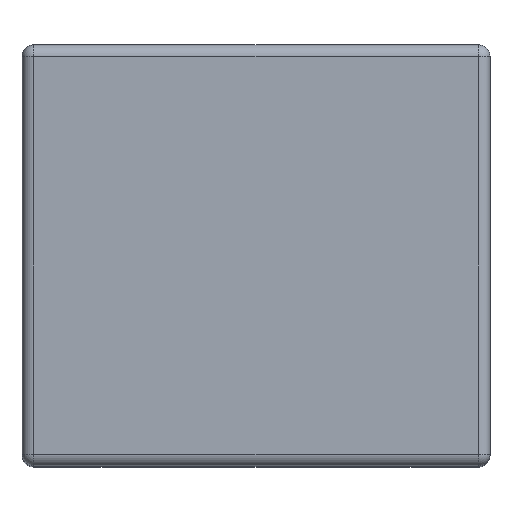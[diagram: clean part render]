
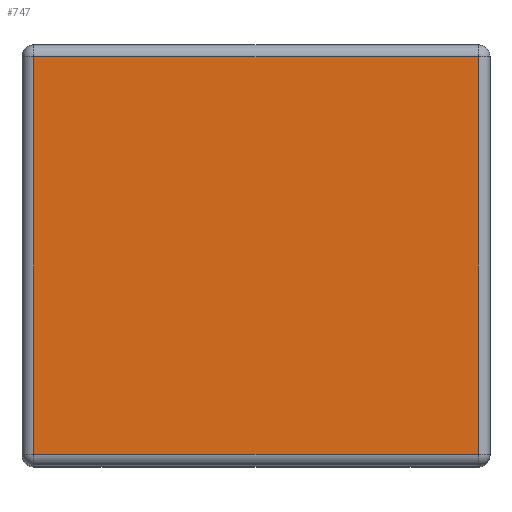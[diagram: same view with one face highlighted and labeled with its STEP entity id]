
A CAD part, top view. The second image highlights one B-rep face of the part: STEP entity #747.
In plain terms, the highlighted planar face has unit normal (0, 0, 1).
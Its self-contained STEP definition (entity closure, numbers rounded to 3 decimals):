
#708 = CARTESIAN_POINT ( 'NONE',  ( 4.75, -4.25, 12.5 ) ) ;
#709 = VERTEX_POINT ( 'NONE', #708 ) ;
#710 = CARTESIAN_POINT ( 'NONE',  ( 4.75, 4.25, 12.5 ) ) ;
#711 = VERTEX_POINT ( 'NONE', #710 ) ;
#712 = CARTESIAN_POINT ( 'NONE',  ( 4.75, 0., 12.5 ) ) ;
#713 = DIRECTION ( 'NONE',  ( 0., 1., 0. ) ) ;
#714 = VECTOR ( 'NONE', #713, 1000. ) ;
#715 = LINE ( 'NONE', #712, #714 ) ;
#716 = EDGE_CURVE ( 'NONE', #709, #711, #715, .T. ) ;
#717 = ORIENTED_EDGE ( 'NONE', *, *, #716, .T. ) ;
#718 = CARTESIAN_POINT ( 'NONE',  ( -4.75, 4.25, 12.5 ) ) ;
#719 = VERTEX_POINT ( 'NONE', #718 ) ;
#720 = CARTESIAN_POINT ( 'NONE',  ( 0., 4.25, 12.5 ) ) ;
#721 = DIRECTION ( 'NONE',  ( -1., 0., 0. ) ) ;
#722 = VECTOR ( 'NONE', #721, 1000. ) ;
#723 = LINE ( 'NONE', #720, #722 ) ;
#724 = EDGE_CURVE ( 'NONE', #711, #719, #723, .T. ) ;
#725 = ORIENTED_EDGE ( 'NONE', *, *, #724, .T. ) ;
#726 = CARTESIAN_POINT ( 'NONE',  ( -4.75, -4.25, 12.5 ) ) ;
#727 = VERTEX_POINT ( 'NONE', #726 ) ;
#728 = CARTESIAN_POINT ( 'NONE',  ( -4.75, -4.5, 12.5 ) ) ;
#729 = DIRECTION ( 'NONE',  ( 0., -1., 0. ) ) ;
#730 = VECTOR ( 'NONE', #729, 1000. ) ;
#731 = LINE ( 'NONE', #728, #730 ) ;
#732 = EDGE_CURVE ( 'NONE', #719, #727, #731, .T. ) ;
#733 = ORIENTED_EDGE ( 'NONE', *, *, #732, .T. ) ;
#734 = CARTESIAN_POINT ( 'NONE',  ( 5., -4.25, 12.5 ) ) ;
#735 = DIRECTION ( 'NONE',  ( 1., 0., 0. ) ) ;
#736 = VECTOR ( 'NONE', #735, 1000. ) ;
#737 = LINE ( 'NONE', #734, #736 ) ;
#738 = EDGE_CURVE ( 'NONE', #727, #709, #737, .T. ) ;
#739 = ORIENTED_EDGE ( 'NONE', *, *, #738, .T. ) ;
#740 = EDGE_LOOP ( 'NONE', ( #717, #725, #733, #739 ) ) ;
#741 = FACE_OUTER_BOUND ( 'NONE', #740, .T. ) ;
#742 = CARTESIAN_POINT ( 'NONE',  ( 0., 0., 12.5 ) ) ;
#743 = DIRECTION ( 'NONE',  ( 0., 0., 1. ) ) ;
#744 = DIRECTION ( 'NONE',  ( 0., -1., 0. ) ) ;
#745 = AXIS2_PLACEMENT_3D ( 'NONE', #742, #743, #744 ) ;
#746 = PLANE ( 'NONE', #745 ) ;
#747 = ADVANCED_FACE ( 'NONE', ( #741 ), #746, .T. ) ;
